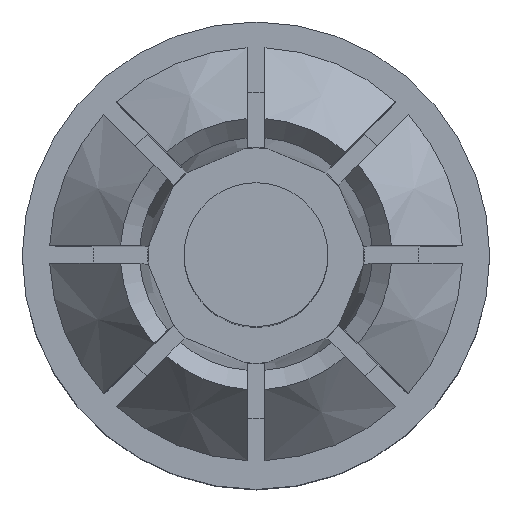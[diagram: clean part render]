
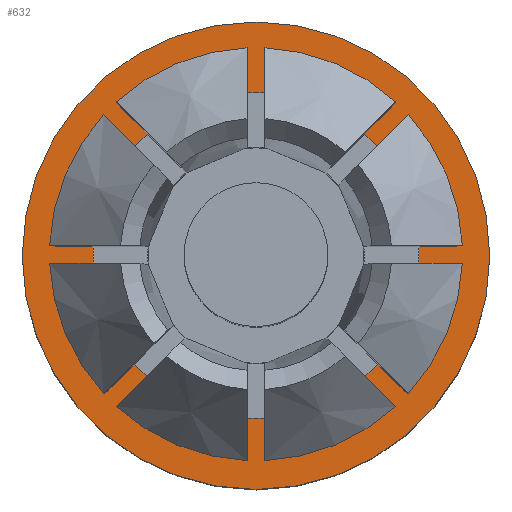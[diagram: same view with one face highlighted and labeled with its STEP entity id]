
A CAD part, top view. The second image highlights one B-rep face of the part: STEP entity #632.
In plain terms, the highlighted planar face has unit normal (0, 0, 1).
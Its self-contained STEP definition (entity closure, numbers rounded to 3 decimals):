
#33 = CYLINDRICAL_SURFACE('',#34,6.5);
#34 = AXIS2_PLACEMENT_3D('',#35,#36,#37);
#35 = CARTESIAN_POINT('',(0.,0.,0.));
#36 = DIRECTION('',(0.,-0.,1.));
#37 = DIRECTION('',(1.,0.,0.));
#58 = VERTEX_POINT('',#59);
#59 = CARTESIAN_POINT('',(-6.5,0.,8.));
#73 = CYLINDRICAL_SURFACE('',#74,6.5);
#74 = AXIS2_PLACEMENT_3D('',#75,#76,#77);
#75 = CARTESIAN_POINT('',(0.,0.,0.));
#76 = DIRECTION('',(0.,-0.,1.));
#77 = DIRECTION('',(1.,0.,0.));
#85 = EDGE_CURVE('',#58,#86,#88,.T.);
#86 = VERTEX_POINT('',#87);
#87 = CARTESIAN_POINT('',(6.5,0.,8.));
#88 = SURFACE_CURVE('',#89,(#94,#101),.PCURVE_S1.);
#89 = CIRCLE('',#90,6.5);
#90 = AXIS2_PLACEMENT_3D('',#91,#92,#93);
#91 = CARTESIAN_POINT('',(0.,0.,8.));
#92 = DIRECTION('',(0.,0.,-1.));
#93 = DIRECTION('',(-1.,0.,0.));
#94 = PCURVE('',#33,#95);
#95 = DEFINITIONAL_REPRESENTATION('',(#96),#100);
#96 = LINE('',#97,#98);
#97 = CARTESIAN_POINT('',(3.142,8.));
#98 = VECTOR('',#99,1.);
#99 = DIRECTION('',(-1.,0.));
#100 = ( GEOMETRIC_REPRESENTATION_CONTEXT(2) 
PARAMETRIC_REPRESENTATION_CONTEXT() REPRESENTATION_CONTEXT('2D SPACE',''
  ) );
#101 = PCURVE('',#102,#107);
#102 = PLANE('',#103);
#103 = AXIS2_PLACEMENT_3D('',#104,#105,#106);
#104 = CARTESIAN_POINT('',(0.,0.,8.));
#105 = DIRECTION('',(0.,0.,-1.));
#106 = DIRECTION('',(-1.,0.,0.));
#107 = DEFINITIONAL_REPRESENTATION('',(#108),#112);
#108 = CIRCLE('',#109,6.5);
#109 = AXIS2_PLACEMENT_2D('',#110,#111);
#110 = CARTESIAN_POINT('',(0.,0.));
#111 = DIRECTION('',(1.,0.));
#112 = ( GEOMETRIC_REPRESENTATION_CONTEXT(2) 
PARAMETRIC_REPRESENTATION_CONTEXT() REPRESENTATION_CONTEXT('2D SPACE',''
  ) );
#611 = EDGE_CURVE('',#86,#58,#612,.T.);
#612 = SURFACE_CURVE('',#613,(#618,#625),.PCURVE_S1.);
#613 = CIRCLE('',#614,6.5);
#614 = AXIS2_PLACEMENT_3D('',#615,#616,#617);
#615 = CARTESIAN_POINT('',(0.,0.,8.));
#616 = DIRECTION('',(0.,0.,-1.));
#617 = DIRECTION('',(-1.,0.,0.));
#618 = PCURVE('',#73,#619);
#619 = DEFINITIONAL_REPRESENTATION('',(#620),#624);
#620 = LINE('',#621,#622);
#621 = CARTESIAN_POINT('',(9.425,8.));
#622 = VECTOR('',#623,1.);
#623 = DIRECTION('',(-1.,0.));
#624 = ( GEOMETRIC_REPRESENTATION_CONTEXT(2) 
PARAMETRIC_REPRESENTATION_CONTEXT() REPRESENTATION_CONTEXT('2D SPACE',''
  ) );
#625 = PCURVE('',#102,#626);
#626 = DEFINITIONAL_REPRESENTATION('',(#627),#631);
#627 = CIRCLE('',#628,6.5);
#628 = AXIS2_PLACEMENT_2D('',#629,#630);
#629 = CARTESIAN_POINT('',(0.,0.));
#630 = DIRECTION('',(1.,0.));
#631 = ( GEOMETRIC_REPRESENTATION_CONTEXT(2) 
PARAMETRIC_REPRESENTATION_CONTEXT() REPRESENTATION_CONTEXT('2D SPACE',''
  ) );
#632 = ADVANCED_FACE('',(#633,#701),#102,.F.);
#633 = FACE_BOUND('',#634,.T.);
#634 = EDGE_LOOP('',(#635,#670));
#635 = ORIENTED_EDGE('',*,*,#636,.F.);
#636 = EDGE_CURVE('',#637,#639,#641,.T.);
#637 = VERTEX_POINT('',#638);
#638 = CARTESIAN_POINT('',(4.5,0.,8.));
#639 = VERTEX_POINT('',#640);
#640 = CARTESIAN_POINT('',(-4.5,0.,8.));
#641 = SURFACE_CURVE('',#642,(#647,#658),.PCURVE_S1.);
#642 = CIRCLE('',#643,4.5);
#643 = AXIS2_PLACEMENT_3D('',#644,#645,#646);
#644 = CARTESIAN_POINT('',(0.,0.,8.));
#645 = DIRECTION('',(0.,-0.,1.));
#646 = DIRECTION('',(1.,0.,0.));
#647 = PCURVE('',#102,#648);
#648 = DEFINITIONAL_REPRESENTATION('',(#649),#657);
#649 = ( BOUNDED_CURVE() B_SPLINE_CURVE(2,(#650,#651,#652,#653,#654,#655
,#656),.UNSPECIFIED.,.T.,.F.) B_SPLINE_CURVE_WITH_KNOTS((1,2,2,2,2,1),(
    -2.094,0.,2.094,4.189,6.283,
8.378),.UNSPECIFIED.) CURVE() GEOMETRIC_REPRESENTATION_ITEM() 
RATIONAL_B_SPLINE_CURVE((1.,0.5,1.,0.5,1.,0.5,1.)) REPRESENTATION_ITEM(
  '') );
#650 = CARTESIAN_POINT('',(-4.5,0.));
#651 = CARTESIAN_POINT('',(-4.5,7.794));
#652 = CARTESIAN_POINT('',(2.25,3.897));
#653 = CARTESIAN_POINT('',(9.,0.));
#654 = CARTESIAN_POINT('',(2.25,-3.897));
#655 = CARTESIAN_POINT('',(-4.5,-7.794));
#656 = CARTESIAN_POINT('',(-4.5,0.));
#657 = ( GEOMETRIC_REPRESENTATION_CONTEXT(2) 
PARAMETRIC_REPRESENTATION_CONTEXT() REPRESENTATION_CONTEXT('2D SPACE',''
  ) );
#658 = PCURVE('',#659,#664);
#659 = CONICAL_SURFACE('',#660,4.57,0.01);
#660 = AXIS2_PLACEMENT_3D('',#661,#662,#663);
#661 = CARTESIAN_POINT('',(0.,0.,
    14.966));
#662 = DIRECTION('',(0.,-0.,1.));
#663 = DIRECTION('',(1.,0.,0.));
#664 = DEFINITIONAL_REPRESENTATION('',(#665),#669);
#665 = LINE('',#666,#667);
#666 = CARTESIAN_POINT('',(0.,-6.966));
#667 = VECTOR('',#668,1.);
#668 = DIRECTION('',(1.,0.));
#669 = ( GEOMETRIC_REPRESENTATION_CONTEXT(2) 
PARAMETRIC_REPRESENTATION_CONTEXT() REPRESENTATION_CONTEXT('2D SPACE',''
  ) );
#670 = ORIENTED_EDGE('',*,*,#671,.F.);
#671 = EDGE_CURVE('',#639,#637,#672,.T.);
#672 = SURFACE_CURVE('',#673,(#678,#689),.PCURVE_S1.);
#673 = CIRCLE('',#674,4.5);
#674 = AXIS2_PLACEMENT_3D('',#675,#676,#677);
#675 = CARTESIAN_POINT('',(0.,0.,8.));
#676 = DIRECTION('',(0.,-0.,1.));
#677 = DIRECTION('',(1.,0.,0.));
#678 = PCURVE('',#102,#679);
#679 = DEFINITIONAL_REPRESENTATION('',(#680),#688);
#680 = ( BOUNDED_CURVE() B_SPLINE_CURVE(2,(#681,#682,#683,#684,#685,#686
,#687),.UNSPECIFIED.,.T.,.F.) B_SPLINE_CURVE_WITH_KNOTS((1,2,2,2,2,1),(
    -2.094,0.,2.094,4.189,6.283,
8.378),.UNSPECIFIED.) CURVE() GEOMETRIC_REPRESENTATION_ITEM() 
RATIONAL_B_SPLINE_CURVE((1.,0.5,1.,0.5,1.,0.5,1.)) REPRESENTATION_ITEM(
  '') );
#681 = CARTESIAN_POINT('',(-4.5,0.));
#682 = CARTESIAN_POINT('',(-4.5,7.794));
#683 = CARTESIAN_POINT('',(2.25,3.897));
#684 = CARTESIAN_POINT('',(9.,0.));
#685 = CARTESIAN_POINT('',(2.25,-3.897));
#686 = CARTESIAN_POINT('',(-4.5,-7.794));
#687 = CARTESIAN_POINT('',(-4.5,0.));
#688 = ( GEOMETRIC_REPRESENTATION_CONTEXT(2) 
PARAMETRIC_REPRESENTATION_CONTEXT() REPRESENTATION_CONTEXT('2D SPACE',''
  ) );
#689 = PCURVE('',#690,#695);
#690 = CONICAL_SURFACE('',#691,4.57,0.01);
#691 = AXIS2_PLACEMENT_3D('',#692,#693,#694);
#692 = CARTESIAN_POINT('',(0.,0.,
    14.966));
#693 = DIRECTION('',(0.,-0.,1.));
#694 = DIRECTION('',(1.,0.,0.));
#695 = DEFINITIONAL_REPRESENTATION('',(#696),#700);
#696 = LINE('',#697,#698);
#697 = CARTESIAN_POINT('',(0.,-6.966));
#698 = VECTOR('',#699,1.);
#699 = DIRECTION('',(1.,0.));
#700 = ( GEOMETRIC_REPRESENTATION_CONTEXT(2) 
PARAMETRIC_REPRESENTATION_CONTEXT() REPRESENTATION_CONTEXT('2D SPACE',''
  ) );
#701 = FACE_BOUND('',#702,.T.);
#702 = EDGE_LOOP('',(#703,#704));
#703 = ORIENTED_EDGE('',*,*,#611,.F.);
#704 = ORIENTED_EDGE('',*,*,#85,.F.);
